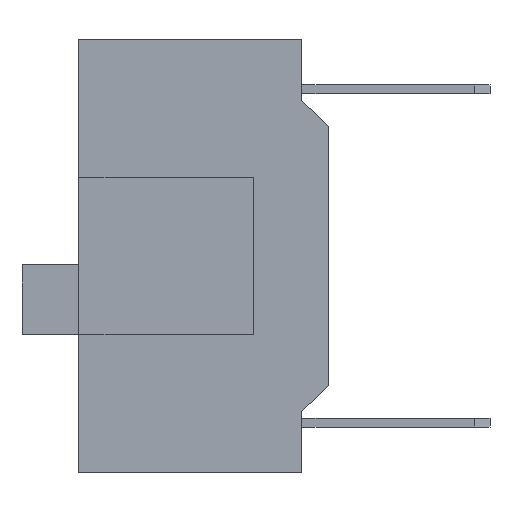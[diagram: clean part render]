
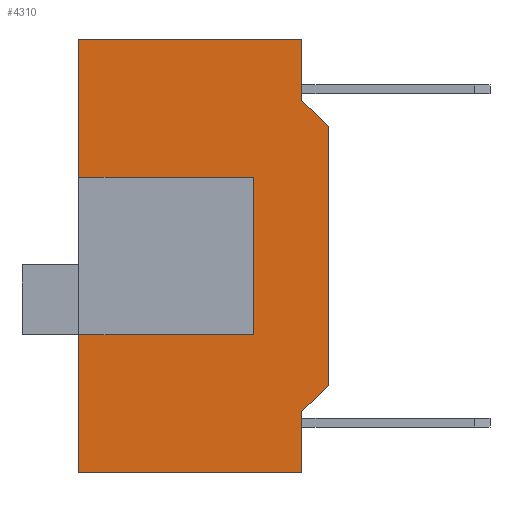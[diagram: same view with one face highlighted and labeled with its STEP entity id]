
A CAD part, left-side view. The second image highlights one B-rep face of the part: STEP entity #4310.
In plain terms, the highlighted planar face has unit normal (-1, 0, 0).
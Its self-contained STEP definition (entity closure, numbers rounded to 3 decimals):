
#300 = LINE ( 'NONE', #5262, #3315 ) ;
#388 = ORIENTED_EDGE ( 'NONE', *, *, #3291, .T. ) ;
#473 = VERTEX_POINT ( 'NONE', #15185 ) ;
#692 = DIRECTION ( 'NONE',  ( 0., 0., -1. ) ) ;
#1470 = CARTESIAN_POINT ( 'NONE',  ( -1.77, 1.7, -5.61 ) ) ;
#1494 = EDGE_CURVE ( 'NONE', #10934, #5803, #5945, .T. ) ;
#1617 = VECTOR ( 'NONE', #14942, 1000. ) ;
#1688 = VECTOR ( 'NONE', #692, 1000. ) ;
#1849 = VECTOR ( 'NONE', #10810, 1000. ) ;
#1955 = CARTESIAN_POINT ( 'NONE',  ( -1.77, 5.7, -8.76 ) ) ;
#2570 = VERTEX_POINT ( 'NONE', #7764 ) ;
#2715 = LINE ( 'NONE', #11812, #16695 ) ;
#2717 = CARTESIAN_POINT ( 'NONE',  ( -1.77, 0., -0.86 ) ) ;
#3073 = ORIENTED_EDGE ( 'NONE', *, *, #12367, .T. ) ;
#3291 = EDGE_CURVE ( 'NONE', #13583, #17533, #2715, .T. ) ;
#3315 = VECTOR ( 'NONE', #7769, 1000. ) ;
#3614 = CARTESIAN_POINT ( 'NONE',  ( -1.77, 5.7, 1.14 ) ) ;
#3675 = LINE ( 'NONE', #12654, #12311 ) ;
#3738 = DIRECTION ( 'NONE',  ( 0., 0., 1. ) ) ;
#4061 = CARTESIAN_POINT ( 'NONE',  ( -1.77, 5.7, -8.76 ) ) ;
#4134 = ORIENTED_EDGE ( 'NONE', *, *, #8907, .T. ) ;
#4234 = ORIENTED_EDGE ( 'NONE', *, *, #14178, .F. ) ;
#4310 = ADVANCED_FACE ( 'NONE', ( #10925 ), #6521, .T. ) ;
#4422 = EDGE_CURVE ( 'NONE', #12097, #10934, #4807, .T. ) ;
#4807 = LINE ( 'NONE', #4061, #7700 ) ;
#5262 = CARTESIAN_POINT ( 'NONE',  ( -1.77, 0., 1.14 ) ) ;
#5276 = LINE ( 'NONE', #2717, #1617 ) ;
#5374 = CARTESIAN_POINT ( 'NONE',  ( -1.77, 0.6, -0.26 ) ) ;
#5536 = ORIENTED_EDGE ( 'NONE', *, *, #17250, .F. ) ;
#5552 = VECTOR ( 'NONE', #13447, 1000. ) ;
#5695 = LINE ( 'NONE', #1470, #1849 ) ;
#5803 = VERTEX_POINT ( 'NONE', #12073 ) ;
#5904 = DIRECTION ( 'NONE',  ( 0., 1., 0. ) ) ;
#5945 = LINE ( 'NONE', #9480, #5552 ) ;
#5991 = CARTESIAN_POINT ( 'NONE',  ( -1.77, 0.6, -8.76 ) ) ;
#6176 = CARTESIAN_POINT ( 'NONE',  ( -1.77, 0., -6.76 ) ) ;
#6521 = PLANE ( 'NONE',  #11781 ) ;
#6601 = EDGE_CURVE ( 'NONE', #17278, #2570, #15675, .T. ) ;
#6806 = VERTEX_POINT ( 'NONE', #6176 ) ;
#7579 = VECTOR ( 'NONE', #17318, 1000. ) ;
#7700 = VECTOR ( 'NONE', #13555, 1000. ) ;
#7726 = ORIENTED_EDGE ( 'NONE', *, *, #16481, .F. ) ;
#7764 = CARTESIAN_POINT ( 'NONE',  ( -1.77, 5.7, -5.61 ) ) ;
#7769 = DIRECTION ( 'NONE',  ( 0., 0., -1. ) ) ;
#8241 = DIRECTION ( 'NONE',  ( 0., 1., 0. ) ) ;
#8605 = CARTESIAN_POINT ( 'NONE',  ( -1.77, 1.7, -2.01 ) ) ;
#8703 = CARTESIAN_POINT ( 'NONE',  ( -1.77, 0.6, 1.14 ) ) ;
#8751 = EDGE_CURVE ( 'NONE', #12304, #473, #3675, .T. ) ;
#8878 = VECTOR ( 'NONE', #8241, 1000. ) ;
#8907 = EDGE_CURVE ( 'NONE', #2570, #12097, #9343, .T. ) ;
#9343 = LINE ( 'NONE', #14149, #1688 ) ;
#9480 = CARTESIAN_POINT ( 'NONE',  ( -1.77, 0.6, -7.36 ) ) ;
#9650 = ORIENTED_EDGE ( 'NONE', *, *, #6601, .T. ) ;
#10162 = DIRECTION ( 'NONE',  ( -1., 0., 0. ) ) ;
#10451 = VERTEX_POINT ( 'NONE', #8605 ) ;
#10662 = ORIENTED_EDGE ( 'NONE', *, *, #17317, .T. ) ;
#10810 = DIRECTION ( 'NONE',  ( 0., 0., 1. ) ) ;
#10925 = FACE_OUTER_BOUND ( 'NONE', #12616, .T. ) ;
#10934 = VERTEX_POINT ( 'NONE', #5991 ) ;
#11505 = DIRECTION ( 'NONE',  ( 0., 0., 1. ) ) ;
#11639 = LINE ( 'NONE', #13424, #14808 ) ;
#11749 = LINE ( 'NONE', #12690, #13431 ) ;
#11781 = AXIS2_PLACEMENT_3D ( 'NONE', #3614, #10162, #11505 ) ;
#11812 = CARTESIAN_POINT ( 'NONE',  ( -1.77, 0.6, -0.26 ) ) ;
#12073 = CARTESIAN_POINT ( 'NONE',  ( -1.77, 0.6, -7.36 ) ) ;
#12097 = VERTEX_POINT ( 'NONE', #1955 ) ;
#12304 = VERTEX_POINT ( 'NONE', #14400 ) ;
#12309 = CARTESIAN_POINT ( 'NONE',  ( -1.77, 1.7, -5.61 ) ) ;
#12311 = VECTOR ( 'NONE', #15252, 1000. ) ;
#12367 = EDGE_CURVE ( 'NONE', #5803, #6806, #12880, .T. ) ;
#12616 = EDGE_LOOP ( 'NONE', ( #5536, #9650, #4134, #14944, #13790, #3073, #13660, #10662, #388, #7726, #15183, #4234 ) ) ;
#12654 = CARTESIAN_POINT ( 'NONE',  ( -1.77, 5.7, 1.14 ) ) ;
#12690 = CARTESIAN_POINT ( 'NONE',  ( -1.77, 1.7, -2.01 ) ) ;
#12880 = LINE ( 'NONE', #14635, #7579 ) ;
#13346 = CARTESIAN_POINT ( 'NONE',  ( -1.77, 0., -0.86 ) ) ;
#13424 = CARTESIAN_POINT ( 'NONE',  ( -1.77, 5.7, 1.14 ) ) ;
#13431 = VECTOR ( 'NONE', #5904, 1000. ) ;
#13447 = DIRECTION ( 'NONE',  ( 0., 0., 1. ) ) ;
#13555 = DIRECTION ( 'NONE',  ( 0., -1., 0. ) ) ;
#13583 = VERTEX_POINT ( 'NONE', #5374 ) ;
#13660 = ORIENTED_EDGE ( 'NONE', *, *, #14509, .F. ) ;
#13790 = ORIENTED_EDGE ( 'NONE', *, *, #1494, .T. ) ;
#14149 = CARTESIAN_POINT ( 'NONE',  ( -1.77, 5.7, 1.14 ) ) ;
#14178 = EDGE_CURVE ( 'NONE', #10451, #473, #11749, .T. ) ;
#14400 = CARTESIAN_POINT ( 'NONE',  ( -1.77, 5.7, 1.14 ) ) ;
#14509 = EDGE_CURVE ( 'NONE', #16791, #6806, #300, .T. ) ;
#14635 = CARTESIAN_POINT ( 'NONE',  ( -1.77, 0., -6.76 ) ) ;
#14808 = VECTOR ( 'NONE', #17606, 1000. ) ;
#14942 = DIRECTION ( 'NONE',  ( 0., 0.707, 0.707 ) ) ;
#14944 = ORIENTED_EDGE ( 'NONE', *, *, #4422, .T. ) ;
#15183 = ORIENTED_EDGE ( 'NONE', *, *, #8751, .T. ) ;
#15185 = CARTESIAN_POINT ( 'NONE',  ( -1.77, 5.7, -2.01 ) ) ;
#15252 = DIRECTION ( 'NONE',  ( 0., 0., -1. ) ) ;
#15675 = LINE ( 'NONE', #16637, #8878 ) ;
#16481 = EDGE_CURVE ( 'NONE', #12304, #17533, #11639, .T. ) ;
#16637 = CARTESIAN_POINT ( 'NONE',  ( -1.77, 1.7, -5.61 ) ) ;
#16695 = VECTOR ( 'NONE', #3738, 1000. ) ;
#16791 = VERTEX_POINT ( 'NONE', #13346 ) ;
#17250 = EDGE_CURVE ( 'NONE', #17278, #10451, #5695, .T. ) ;
#17278 = VERTEX_POINT ( 'NONE', #12309 ) ;
#17317 = EDGE_CURVE ( 'NONE', #16791, #13583, #5276, .T. ) ;
#17318 = DIRECTION ( 'NONE',  ( 0., -0.707, 0.707 ) ) ;
#17533 = VERTEX_POINT ( 'NONE', #8703 ) ;
#17606 = DIRECTION ( 'NONE',  ( 0., -1., 0. ) ) ;
